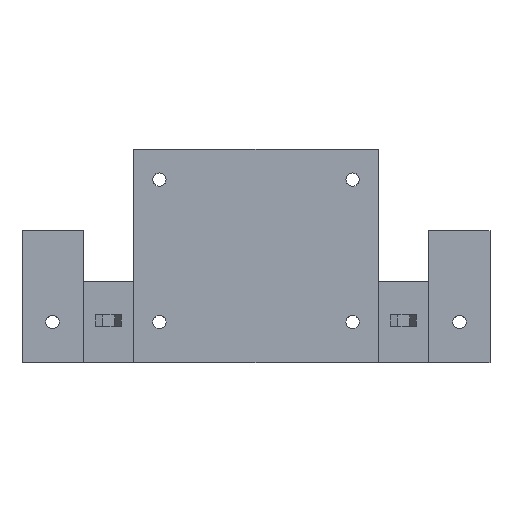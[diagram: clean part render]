
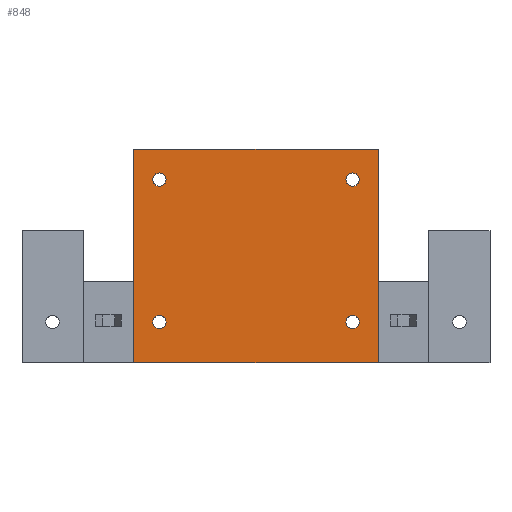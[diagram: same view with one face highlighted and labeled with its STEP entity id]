
A CAD part, top view. The second image highlights one B-rep face of the part: STEP entity #848.
In plain terms, the highlighted planar face has unit normal (0, 0, 1).
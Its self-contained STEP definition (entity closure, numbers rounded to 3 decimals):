
#34=FACE_BOUND('',#138,.T.);
#35=FACE_BOUND('',#139,.T.);
#36=FACE_BOUND('',#140,.T.);
#37=FACE_BOUND('',#141,.T.);
#46=CIRCLE('',#906,3.3);
#48=CIRCLE('',#909,3.3);
#53=CIRCLE('',#919,3.3);
#54=CIRCLE('',#920,3.3);
#82=FACE_OUTER_BOUND('',#137,.T.);
#137=EDGE_LOOP('',(#693,#694,#695,#696,#697,#698));
#138=EDGE_LOOP('',(#699));
#139=EDGE_LOOP('',(#700));
#140=EDGE_LOOP('',(#701));
#141=EDGE_LOOP('',(#702));
#182=LINE('',#1207,#282);
#189=LINE('',#1224,#289);
#225=LINE('',#1308,#325);
#230=LINE('',#1326,#330);
#231=LINE('',#1328,#331);
#232=LINE('',#1329,#332);
#282=VECTOR('',#974,10.);
#289=VECTOR('',#987,10.);
#325=VECTOR('',#1069,10.);
#330=VECTOR('',#1086,10.);
#331=VECTOR('',#1087,10.);
#332=VECTOR('',#1088,10.);
#379=VERTEX_POINT('',#1204);
#380=VERTEX_POINT('',#1206);
#386=VERTEX_POINT('',#1222);
#387=VERTEX_POINT('',#1223);
#409=VERTEX_POINT('',#1294);
#411=VERTEX_POINT('',#1300);
#419=VERTEX_POINT('',#1325);
#420=VERTEX_POINT('',#1327);
#421=VERTEX_POINT('',#1330);
#422=VERTEX_POINT('',#1332);
#459=EDGE_CURVE('',#379,#380,#182,.T.);
#467=EDGE_CURVE('',#386,#387,#189,.T.);
#504=EDGE_CURVE('',#409,#409,#46,.T.);
#507=EDGE_CURVE('',#411,#411,#48,.T.);
#510=EDGE_CURVE('',#379,#386,#225,.T.);
#518=EDGE_CURVE('',#419,#387,#230,.T.);
#519=EDGE_CURVE('',#420,#419,#231,.T.);
#520=EDGE_CURVE('',#380,#420,#232,.T.);
#521=EDGE_CURVE('',#421,#421,#53,.T.);
#522=EDGE_CURVE('',#422,#422,#54,.T.);
#693=ORIENTED_EDGE('',*,*,#518,.F.);
#694=ORIENTED_EDGE('',*,*,#519,.F.);
#695=ORIENTED_EDGE('',*,*,#520,.F.);
#696=ORIENTED_EDGE('',*,*,#459,.F.);
#697=ORIENTED_EDGE('',*,*,#510,.T.);
#698=ORIENTED_EDGE('',*,*,#467,.T.);
#699=ORIENTED_EDGE('',*,*,#507,.T.);
#700=ORIENTED_EDGE('',*,*,#504,.T.);
#701=ORIENTED_EDGE('',*,*,#521,.F.);
#702=ORIENTED_EDGE('',*,*,#522,.F.);
#808=PLANE('',#918);
#848=ADVANCED_FACE('',(#82,#34,#35,#36,#37),#808,.F.);
#906=AXIS2_PLACEMENT_3D('',#1296,#1053,#1054);
#909=AXIS2_PLACEMENT_3D('',#1302,#1060,#1061);
#918=AXIS2_PLACEMENT_3D('',#1324,#1084,#1085);
#919=AXIS2_PLACEMENT_3D('',#1331,#1089,#1090);
#920=AXIS2_PLACEMENT_3D('',#1333,#1091,#1092);
#974=DIRECTION('',(-1.,0.,0.));
#987=DIRECTION('',(0.,1.,0.));
#1053=DIRECTION('center_axis',(0.,0.,-1.));
#1054=DIRECTION('ref_axis',(-1.,0.,0.));
#1060=DIRECTION('center_axis',(0.,0.,-1.));
#1061=DIRECTION('ref_axis',(-1.,0.,0.));
#1069=DIRECTION('',(0.,1.,0.));
#1084=DIRECTION('center_axis',(0.,0.,-1.));
#1085=DIRECTION('ref_axis',(1.,0.,0.));
#1086=DIRECTION('',(1.,0.,0.));
#1087=DIRECTION('',(0.,1.,0.));
#1088=DIRECTION('',(0.,1.,0.));
#1089=DIRECTION('center_axis',(0.,0.,1.));
#1090=DIRECTION('ref_axis',(1.,0.,0.));
#1091=DIRECTION('center_axis',(0.,0.,1.));
#1092=DIRECTION('ref_axis',(1.,0.,0.));
#1204=CARTESIAN_POINT('',(60.,-52.5,10.));
#1206=CARTESIAN_POINT('',(-60.,-52.5,10.));
#1207=CARTESIAN_POINT('',(30.,-52.5,10.));
#1222=CARTESIAN_POINT('',(60.,-12.5,10.));
#1223=CARTESIAN_POINT('',(60.,52.5,10.));
#1224=CARTESIAN_POINT('',(60.,-7.5,10.));
#1294=CARTESIAN_POINT('',(50.8,-32.5,10.));
#1296=CARTESIAN_POINT('Origin',(47.5,-32.5,10.));
#1300=CARTESIAN_POINT('',(50.8,37.5,10.));
#1302=CARTESIAN_POINT('Origin',(47.5,37.5,10.));
#1308=CARTESIAN_POINT('',(60.,47.5,10.));
#1324=CARTESIAN_POINT('Origin',(-20.,-2.5,10.));
#1325=CARTESIAN_POINT('',(-60.,52.5,10.));
#1326=CARTESIAN_POINT('',(-40.,52.5,10.));
#1327=CARTESIAN_POINT('',(-60.,-12.5,10.));
#1328=CARTESIAN_POINT('',(-60.,-7.5,10.));
#1329=CARTESIAN_POINT('',(-60.,47.5,10.));
#1330=CARTESIAN_POINT('',(-50.8,-32.5,10.));
#1331=CARTESIAN_POINT('Origin',(-47.5,-32.5,10.));
#1332=CARTESIAN_POINT('',(-50.8,37.5,10.));
#1333=CARTESIAN_POINT('Origin',(-47.5,37.5,10.));
